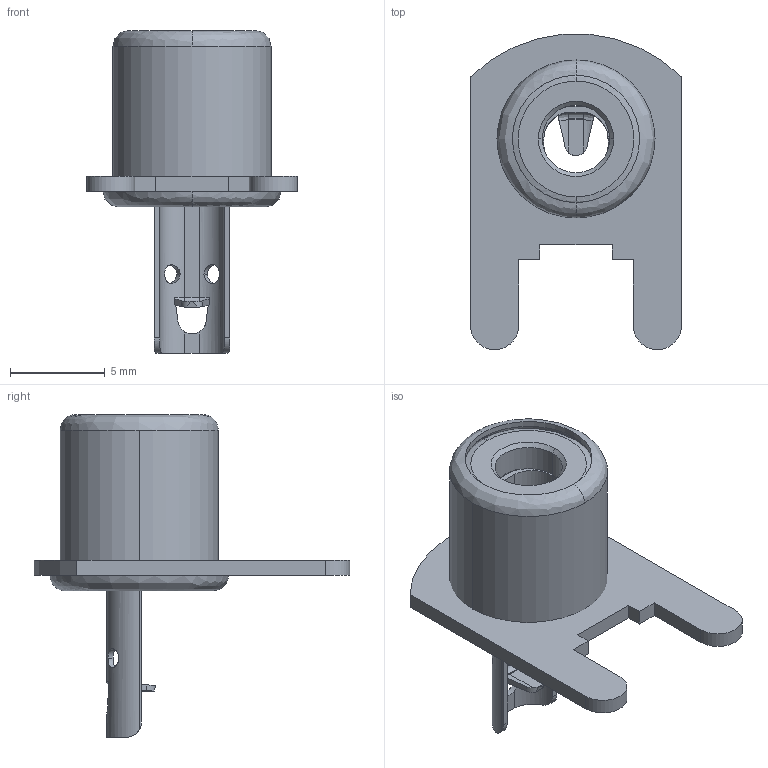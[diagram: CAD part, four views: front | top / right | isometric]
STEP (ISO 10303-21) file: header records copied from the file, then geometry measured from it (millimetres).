
FILE_DESCRIPTION (( 'STEP AP214' ), '1' );
FILE_NAME ('keystone-PN571.STEP', '2025-08-08T11:17:47', ( '' ), ( '' ), 'SwSTEP 2.0', 'SolidWorks 2024', '' );
FILE_SCHEMA (( 'AUTOMOTIVE_DESIGN' ));
Length unit declared in the file: millimetre
Products named in the file (6): 571_4; 571_3; 571_1; 571_2; 571; keystone-PN571
Assembly tree (5 placements, depth 2):
  keystone-PN571
    571_1
    571_4
    571_3
    571
    571_2
Bounding box: 11.13 x 16.63 x 17.02 mm (x, y, z)
Volume: 439.1 mm3; surface area: 1446.3 mm2
Topology: 5 solids, 5 shells, 107 faces, 280 edges, 182 vertices
Faces by surface type: cylinder 48, plane 39, bspline 18, cone 2
Entity records: 4382 total; most frequent: CARTESIAN_POINT 1577, ORIENTED_EDGE 560, DIRECTION 446, EDGE_CURVE 280, VERTEX_POINT 182, AXIS2_PLACEMENT_3D 167, EDGE_LOOP 120, VECTOR 112
